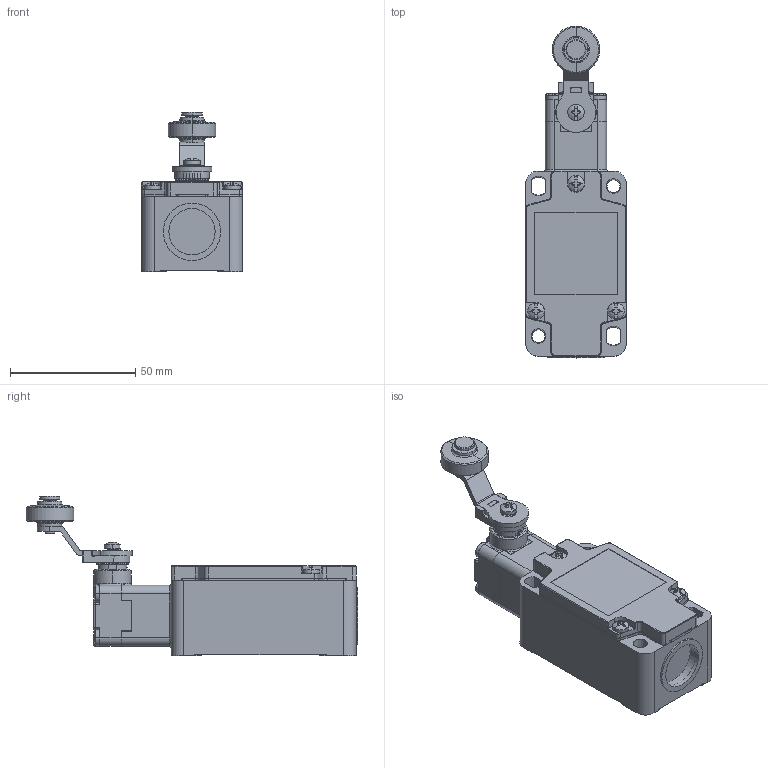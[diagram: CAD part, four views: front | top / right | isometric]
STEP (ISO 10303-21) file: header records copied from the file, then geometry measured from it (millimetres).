
FILE_DESCRIPTION((''),'2;1');
FILE_NAME('E40000IM_VUOTO_ASM','2023-09-06T15:14:43',('alessandro.mingotti'),(''),'CREO PARAMETRIC BY PTC INC, 2022014','CREO PARAMETRIC BY PTC INC, 2022014','');
FILE_SCHEMA(('CONFIG_CONTROL_DESIGN'));
Length unit declared in the file: millimetre
Products named in the file (19): 880004_X_CLIENTE; 880040-001; 880057; 880260; 880060; 880106; 880126; 880190; 880251_AF1; 880253; 880161-001; 880209; 880330-003_ASM; 880201; 880241; 880197; 880017; 880239; E40000IM_VUOTO_ASM
Assembly tree (23 placements, depth 3):
  E40000IM_VUOTO_ASM
    880004_X_CLIENTE
    880330-003_ASM
      880040-001
      880057
      880260
      880060
      880106
      880126
      880190
      880251_AF1
      880253
      880161-001
      880209
    880201
    880241  x4
    880197
    880017
    880239  x3
Bounding box: 40.3 x 132.7 x 63.8 mm (x, y, z)
Volume: 103129.1 mm3; surface area: 48730 mm2
Topology: 23 solids, 35 shells, 2009 faces, 5223 edges, 3332 vertices
Faces by surface type: plane 1168, cylinder 493, cone 181, torus 93, bspline 44, sphere 30
Entity records: 59277 total; most frequent: CARTESIAN_POINT 13969, ORIENTED_EDGE 9500, DIRECTION 9213, EDGE_CURVE 4759, VECTOR 3071, LINE 3071, AXIS2_PLACEMENT_3D 3071, VERTEX_POINT 3032
